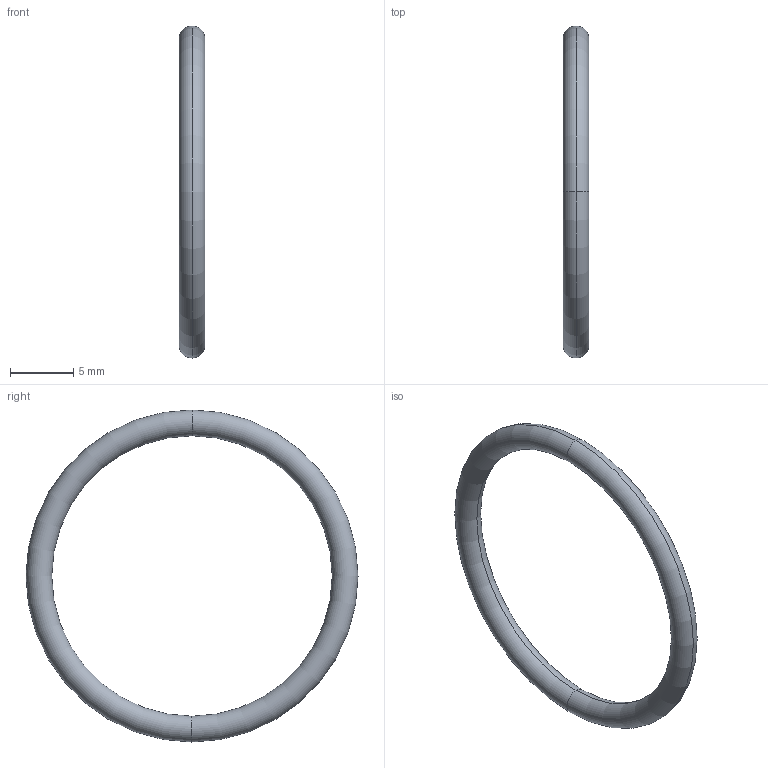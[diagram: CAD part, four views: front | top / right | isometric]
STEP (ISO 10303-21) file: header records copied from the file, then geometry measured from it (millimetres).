
FILE_DESCRIPTION (( 'STEP AP203' ), '1' );
FILE_NAME ('OR-34-SI.STEP', '2006-03-03T07:44:26', ( 'bay06' ), ( '' ), 'SwSTEP 2.0', 'SolidWorks 2008', '' );
FILE_SCHEMA (( 'CONFIG_CONTROL_DESIGN' ));
Length unit declared in the file: inch
Products named in the file (1): OR-34-SI
Bounding box: 2.03 x 26.16 x 26.16 mm (x, y, z)
Volume: 245.8 mm3; surface area: 483.9 mm2
Topology: 1 solids, 1 shells, 4 faces, 8 edges, 4 vertices
Faces by surface type: torus 4
Entity records: 191 total; most frequent: DIRECTION 26, CARTESIAN_POINT 17, ORIENTED_EDGE 16, AXIS2_PLACEMENT_3D 13, EDGE_CURVE 8, PERSON_AND_ORGANIZATION 8, CIRCLE 8, COORDINATED_UNIVERSAL_TIME_OFFSET 5
